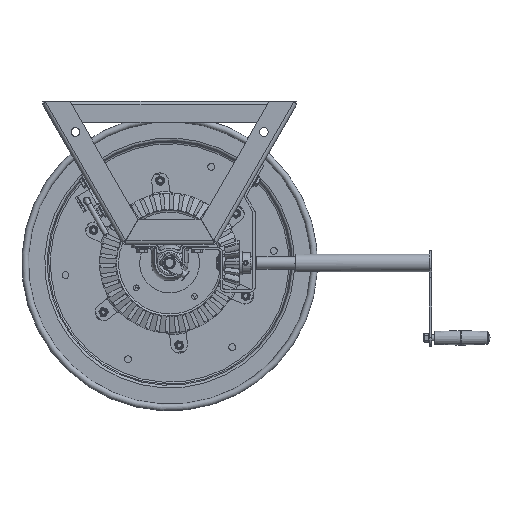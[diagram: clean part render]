
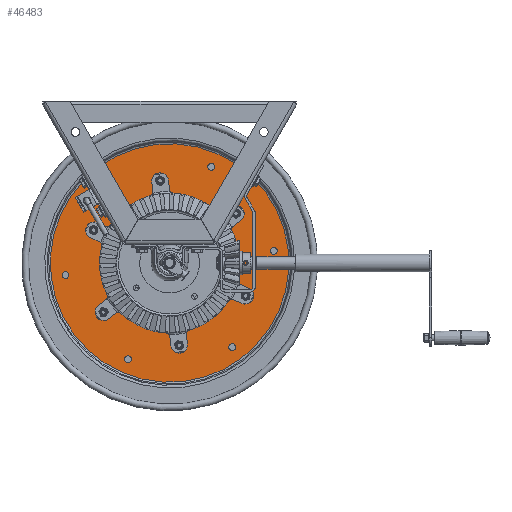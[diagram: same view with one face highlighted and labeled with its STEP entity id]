
A CAD part, front view. The second image highlights one B-rep face of the part: STEP entity #46483.
In plain terms, the highlighted planar face has unit normal (0, -1, 0).
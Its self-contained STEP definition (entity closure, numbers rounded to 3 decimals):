
#1167=FACE_BOUND('',#5656,.T.);
#1168=FACE_BOUND('',#5657,.T.);
#1169=FACE_BOUND('',#5658,.T.);
#1170=FACE_BOUND('',#5659,.T.);
#1171=FACE_BOUND('',#5660,.T.);
#1172=FACE_BOUND('',#5661,.T.);
#1173=FACE_BOUND('',#5662,.T.);
#1174=FACE_BOUND('',#5663,.T.);
#1175=FACE_BOUND('',#5664,.T.);
#1176=FACE_BOUND('',#5665,.T.);
#1177=FACE_BOUND('',#5666,.T.);
#1178=FACE_BOUND('',#5667,.T.);
#1179=FACE_BOUND('',#5668,.T.);
#1699=PLANE('',#49507);
#3289=FACE_OUTER_BOUND('',#5655,.T.);
#5655=EDGE_LOOP('',(#35765,#35766));
#5656=EDGE_LOOP('',(#35767));
#5657=EDGE_LOOP('',(#35768));
#5658=EDGE_LOOP('',(#35769));
#5659=EDGE_LOOP('',(#35770));
#5660=EDGE_LOOP('',(#35771));
#5661=EDGE_LOOP('',(#35772));
#5662=EDGE_LOOP('',(#35773));
#5663=EDGE_LOOP('',(#35774));
#5664=EDGE_LOOP('',(#35775));
#5665=EDGE_LOOP('',(#35776));
#5666=EDGE_LOOP('',(#35777));
#5667=EDGE_LOOP('',(#35778));
#5668=EDGE_LOOP('',(#35779));
#16128=CIRCLE('',#49508,7.159);
#16129=CIRCLE('',#49509,7.159);
#16130=CIRCLE('',#49510,3.371);
#16131=CIRCLE('',#49511,0.205);
#16132=CIRCLE('',#49512,0.205);
#16133=CIRCLE('',#49513,0.205);
#16134=CIRCLE('',#49514,0.205);
#16135=CIRCLE('',#49515,0.205);
#16136=CIRCLE('',#49516,0.205);
#16137=CIRCLE('',#49517,0.17);
#16138=CIRCLE('',#49518,0.17);
#16139=CIRCLE('',#49519,0.17);
#16140=CIRCLE('',#49520,0.17);
#16141=CIRCLE('',#49521,0.17);
#16142=CIRCLE('',#49522,0.17);
#20242=VERTEX_POINT('',#82558);
#20243=VERTEX_POINT('',#82559);
#20244=VERTEX_POINT('',#82562);
#20245=VERTEX_POINT('',#82564);
#20246=VERTEX_POINT('',#82566);
#20247=VERTEX_POINT('',#82568);
#20248=VERTEX_POINT('',#82570);
#20249=VERTEX_POINT('',#82572);
#20250=VERTEX_POINT('',#82574);
#20251=VERTEX_POINT('',#82576);
#20252=VERTEX_POINT('',#82578);
#20253=VERTEX_POINT('',#82580);
#20254=VERTEX_POINT('',#82582);
#20255=VERTEX_POINT('',#82584);
#20256=VERTEX_POINT('',#82586);
#26443=EDGE_CURVE('',#20242,#20243,#16128,.T.);
#26444=EDGE_CURVE('',#20243,#20242,#16129,.T.);
#26445=EDGE_CURVE('',#20244,#20244,#16130,.T.);
#26446=EDGE_CURVE('',#20245,#20245,#16131,.T.);
#26447=EDGE_CURVE('',#20246,#20246,#16132,.T.);
#26448=EDGE_CURVE('',#20247,#20247,#16133,.T.);
#26449=EDGE_CURVE('',#20248,#20248,#16134,.T.);
#26450=EDGE_CURVE('',#20249,#20249,#16135,.T.);
#26451=EDGE_CURVE('',#20250,#20250,#16136,.T.);
#26452=EDGE_CURVE('',#20251,#20251,#16137,.T.);
#26453=EDGE_CURVE('',#20252,#20252,#16138,.T.);
#26454=EDGE_CURVE('',#20253,#20253,#16139,.T.);
#26455=EDGE_CURVE('',#20254,#20254,#16140,.T.);
#26456=EDGE_CURVE('',#20255,#20255,#16141,.T.);
#26457=EDGE_CURVE('',#20256,#20256,#16142,.T.);
#35765=ORIENTED_EDGE('',*,*,#26443,.T.);
#35766=ORIENTED_EDGE('',*,*,#26444,.T.);
#35767=ORIENTED_EDGE('',*,*,#26445,.F.);
#35768=ORIENTED_EDGE('',*,*,#26446,.T.);
#35769=ORIENTED_EDGE('',*,*,#26447,.T.);
#35770=ORIENTED_EDGE('',*,*,#26448,.T.);
#35771=ORIENTED_EDGE('',*,*,#26449,.T.);
#35772=ORIENTED_EDGE('',*,*,#26450,.T.);
#35773=ORIENTED_EDGE('',*,*,#26451,.T.);
#35774=ORIENTED_EDGE('',*,*,#26452,.T.);
#35775=ORIENTED_EDGE('',*,*,#26453,.T.);
#35776=ORIENTED_EDGE('',*,*,#26454,.T.);
#35777=ORIENTED_EDGE('',*,*,#26455,.T.);
#35778=ORIENTED_EDGE('',*,*,#26456,.T.);
#35779=ORIENTED_EDGE('',*,*,#26457,.T.);
#46483=ADVANCED_FACE('',(#3289,#1167,#1168,#1169,#1170,#1171,#1172,#1173,
#1174,#1175,#1176,#1177,#1178,#1179),#1699,.T.);
#49507=AXIS2_PLACEMENT_3D('',#82557,#56638,#56639);
#49508=AXIS2_PLACEMENT_3D('',#82560,#56640,#56641);
#49509=AXIS2_PLACEMENT_3D('',#82561,#56642,#56643);
#49510=AXIS2_PLACEMENT_3D('',#82563,#56644,#56645);
#49511=AXIS2_PLACEMENT_3D('',#82565,#56646,#56647);
#49512=AXIS2_PLACEMENT_3D('',#82567,#56648,#56649);
#49513=AXIS2_PLACEMENT_3D('',#82569,#56650,#56651);
#49514=AXIS2_PLACEMENT_3D('',#82571,#56652,#56653);
#49515=AXIS2_PLACEMENT_3D('',#82573,#56654,#56655);
#49516=AXIS2_PLACEMENT_3D('',#82575,#56656,#56657);
#49517=AXIS2_PLACEMENT_3D('',#82577,#56658,#56659);
#49518=AXIS2_PLACEMENT_3D('',#82579,#56660,#56661);
#49519=AXIS2_PLACEMENT_3D('',#82581,#56662,#56663);
#49520=AXIS2_PLACEMENT_3D('',#82583,#56664,#56665);
#49521=AXIS2_PLACEMENT_3D('',#82585,#56666,#56667);
#49522=AXIS2_PLACEMENT_3D('',#82587,#56668,#56669);
#56638=DIRECTION('center_axis',(0.,-1.,0.));
#56639=DIRECTION('ref_axis',(0.597,0.,-0.803));
#56640=DIRECTION('center_axis',(0.,-1.,0.));
#56641=DIRECTION('ref_axis',(0.803,0.,0.597));
#56642=DIRECTION('center_axis',(0.,-1.,0.));
#56643=DIRECTION('ref_axis',(0.803,0.,0.597));
#56644=DIRECTION('center_axis',(0.,-1.,0.));
#56645=DIRECTION('ref_axis',(0.803,0.,0.597));
#56646=DIRECTION('center_axis',(0.,1.,0.));
#56647=DIRECTION('ref_axis',(-0.803,0.,-0.597));
#56648=DIRECTION('center_axis',(0.,1.,0.));
#56649=DIRECTION('ref_axis',(-0.918,0.,0.397));
#56650=DIRECTION('center_axis',(0.,1.,0.));
#56651=DIRECTION('ref_axis',(-0.115,0.,0.993));
#56652=DIRECTION('center_axis',(0.,1.,0.));
#56653=DIRECTION('ref_axis',(0.803,0.,0.597));
#56654=DIRECTION('center_axis',(0.,1.,0.));
#56655=DIRECTION('ref_axis',(0.918,0.,-0.397));
#56656=DIRECTION('center_axis',(0.,1.,0.));
#56657=DIRECTION('ref_axis',(0.115,0.,-0.993));
#56658=DIRECTION('center_axis',(0.,1.,0.));
#56659=DIRECTION('ref_axis',(-0.803,0.,-0.597));
#56660=DIRECTION('center_axis',(0.,1.,0.));
#56661=DIRECTION('ref_axis',(0.115,0.,-0.993));
#56662=DIRECTION('center_axis',(0.,1.,0.));
#56663=DIRECTION('ref_axis',(-0.918,0.,0.397));
#56664=DIRECTION('center_axis',(0.,1.,0.));
#56665=DIRECTION('ref_axis',(-0.115,0.,0.993));
#56666=DIRECTION('center_axis',(0.,1.,0.));
#56667=DIRECTION('ref_axis',(0.803,0.,0.597));
#56668=DIRECTION('center_axis',(0.,1.,0.));
#56669=DIRECTION('ref_axis',(0.918,0.,-0.397));
#82557=CARTESIAN_POINT('Origin',(4.226,-4.153,3.131));
#82558=CARTESIAN_POINT('',(5.746,-4.153,4.261));
#82559=CARTESIAN_POINT('',(-4.271,-4.153,5.736));
#82560=CARTESIAN_POINT('Origin',(0.,-4.153,
-0.01));
#82561=CARTESIAN_POINT('Origin',(0.,-4.153,
-0.01));
#82562=CARTESIAN_POINT('',(2.706,-4.153,2.001));
#82563=CARTESIAN_POINT('Origin',(0.,-4.153,
-0.01));
#82564=CARTESIAN_POINT('',(3.917,-4.153,-4.936));
#82565=CARTESIAN_POINT('Origin',(3.752,-4.153,-5.058));
#82566=CARTESIAN_POINT('',(-2.308,-4.153,-5.865));
#82567=CARTESIAN_POINT('Origin',(-2.496,-4.153,-5.784));
#82568=CARTESIAN_POINT('',(-6.224,-4.153,-0.939));
#82569=CARTESIAN_POINT('Origin',(-6.248,-4.153,-0.735));
#82570=CARTESIAN_POINT('',(-3.917,-4.153,4.916));
#82571=CARTESIAN_POINT('Origin',(-3.752,-4.153,5.038));
#82572=CARTESIAN_POINT('',(2.308,-4.153,5.845));
#82573=CARTESIAN_POINT('Origin',(2.496,-4.153,5.764));
#82574=CARTESIAN_POINT('',(6.224,-4.153,0.919));
#82575=CARTESIAN_POINT('Origin',(6.248,-4.153,0.715));
#82576=CARTESIAN_POINT('',(0.71,-4.153,-4.845));
#82577=CARTESIAN_POINT('Origin',(0.573,-4.153,-4.947));
#82578=CARTESIAN_POINT('',(4.542,-4.153,-1.813));
#82579=CARTESIAN_POINT('Origin',(4.562,-4.153,-1.982));
#82580=CARTESIAN_POINT('',(-3.833,-4.153,-3.042));
#82581=CARTESIAN_POINT('Origin',(-3.989,-4.153,-2.975));
#82582=CARTESIAN_POINT('',(-4.542,-4.153,1.793));
#82583=CARTESIAN_POINT('Origin',(-4.562,-4.153,1.962));
#82584=CARTESIAN_POINT('',(-0.71,-4.153,4.825));
#82585=CARTESIAN_POINT('Origin',(-0.573,-4.153,4.927));
#82586=CARTESIAN_POINT('',(3.833,-4.153,3.022));
#82587=CARTESIAN_POINT('Origin',(3.989,-4.153,2.955));
